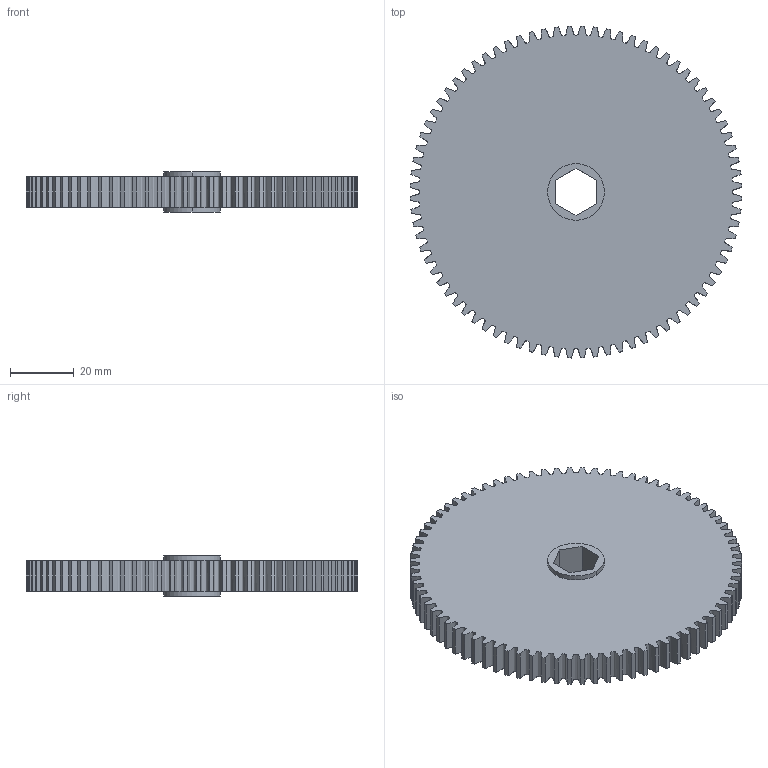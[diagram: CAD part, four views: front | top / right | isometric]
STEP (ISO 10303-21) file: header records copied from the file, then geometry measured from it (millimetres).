
FILE_DESCRIPTION (( 'STEP AP214' ), '1' );
FILE_NAME ('217-5481-001 Rev1.STEP', '2016-08-25T20:57:56', ( '' ), ( '' ), 'SwSTEP 2.0', 'SolidWorks 2015', '' );
FILE_SCHEMA (( 'AUTOMOTIVE_DESIGN' ));
Length unit declared in the file: millimetre
Products named in the file (1): 217-5481-001 Rev1
Bounding box: 104.1 x 104.1 x 12.6 mm (x, y, z)
Volume: 78332.6 mm3; surface area: 22788.4 mm2
Topology: 1 solids, 1 shells, 174 faces, 510 edges, 340 vertices
Faces by surface type: cylinder 84, bspline 80, plane 10
Entity records: 29060 total; most frequent: CARTESIAN_POINT 24785, ORIENTED_EDGE 1020, DIRECTION 708, EDGE_CURVE 510, VERTEX_POINT 340, AXIS2_PLACEMENT_3D 263, VECTOR 182, LINE 182
